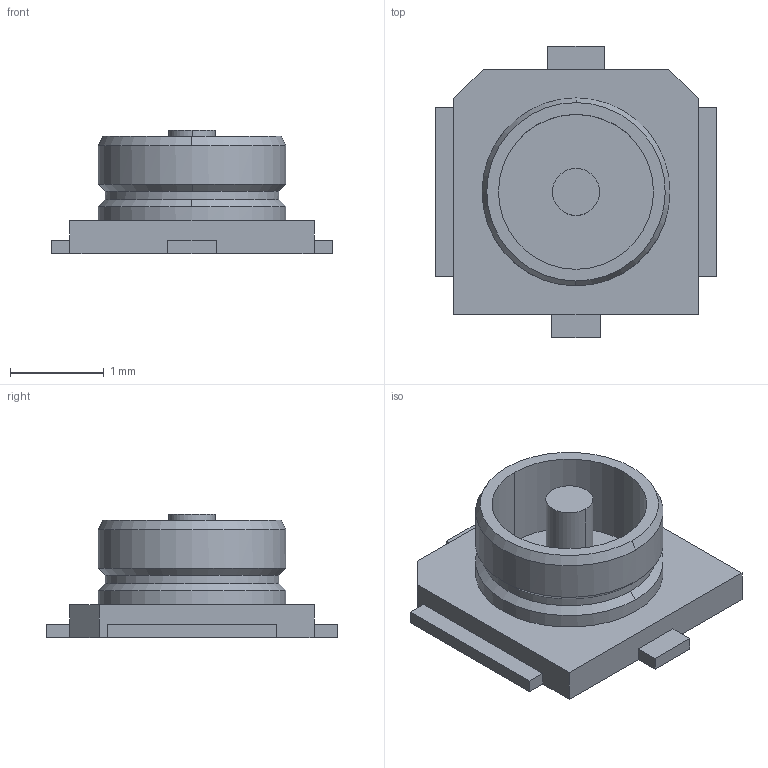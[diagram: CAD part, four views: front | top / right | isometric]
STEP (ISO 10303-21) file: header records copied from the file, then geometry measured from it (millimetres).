
FILE_DESCRIPTION((''),'2;1');
FILE_NAME('C-CONMHF1-SMD-G-T','2024-02-26T04:02:47',('workeradm'),('TE Connectivity Ltd.'),'CREO PARAMETRIC BY PTC INC, 2021072','CREO PARAMETRIC BY PTC INC, 2021072','');
FILE_SCHEMA(('AUTOMOTIVE_DESIGN { 1 0 10303 214 1 1 1 1 }'));
Length unit declared in the file: millimetre
Products named in the file (1): C-CONMHF1-SMD-G-T
Bounding box: 3 x 3.1 x 1.31 mm (x, y, z)
Volume: 3.5 mm3; surface area: 31.1 mm2
Topology: 1 solids, 1 shells, 54 faces, 134 edges, 87 vertices
Faces by surface type: plane 31, cylinder 13, cone 6, torus 4
Entity records: 1650 total; most frequent: DIRECTION 285, CARTESIAN_POINT 277, ORIENTED_EDGE 268, EDGE_CURVE 134, AXIS2_PLACEMENT_3D 97, VECTOR 91, LINE 91, VERTEX_POINT 87
